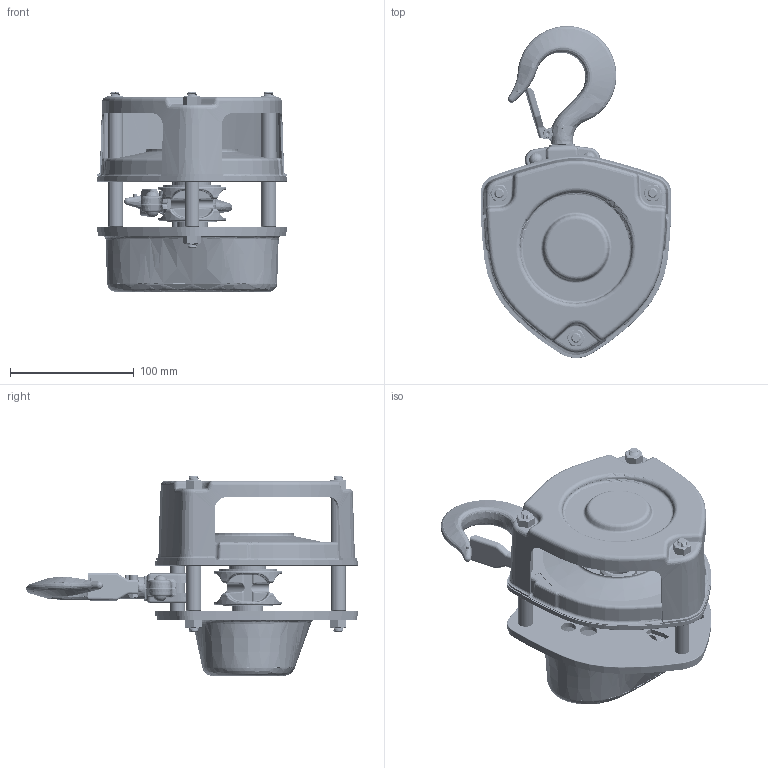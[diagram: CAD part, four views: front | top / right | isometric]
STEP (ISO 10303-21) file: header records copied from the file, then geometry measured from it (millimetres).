
FILE_DESCRIPTION(/* description */ (''),/* implementation_level */ '2;1');
FILE_NAME(/* name */ 'l1-1-zj.stp',/* time_stamp */ '2014-09-25T16:02:08+02:00',/* author */ ('helmut.rube'),/* organization */ (''),/* preprocessor_version */ 'ST-DEVELOPER v15.2',/* originating_system */ 'Autodesk Inventor 2014',/* authorisation */ '');
FILE_SCHEMA (('AUTOMOTIVE_DESIGN { 1 0 10303 214 3 1 1 }'));
Products named in the file (1): l1-1-zj
Bounding box: 154.05 x 268.17 x 161.7 mm (x, y, z)
Volume: 459678.5 mm3; surface area: 332382.8 mm2
Topology: 34 solids, 34 shells, 4237 faces, 11160 edges, 7025 vertices
Faces by surface type: plane 1545, bspline 1281, cylinder 954, torus 218, cone 176, sphere 63
Full cylindrical faces by diameter (mm): 3 x6, 3.242 x1, 3.5 x4, 4 x10, 4.2 x2, 5 x2, 6 x2, 7 x1, 7.2 x4, 7.9 x3, 8 x5, 8.2 x5, 8.3 x3, 8.5 x3, 9 x1, 11.5 x6, 12 x10, 12.1 x1, 12.2 x6, 12.3 x1, 12.5 x1, 14 x6, 14.2 x1, 15 x3, 16 x1, 18 x2, 20.5 x1, 21 x3, 22 x2, 22.5 x1
Entity records: 244603 total; most frequent: CARTESIAN_POINT 147597, ORIENTED_EDGE 21824, DIRECTION 17743, EDGE_CURVE 10912, VERTEX_POINT 6975, AXIS2_PLACEMENT_3D 6273, LINE 5197, VECTOR 5197
